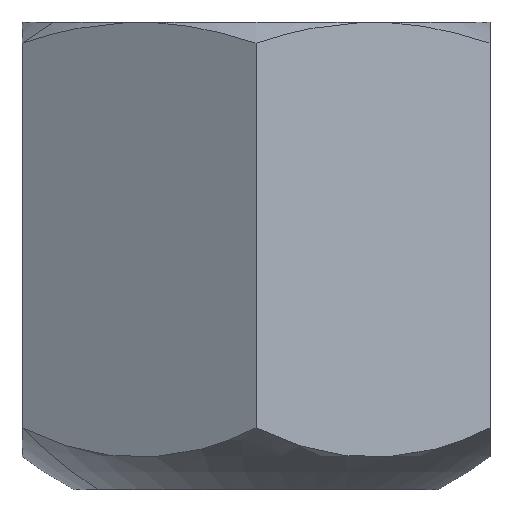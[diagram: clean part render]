
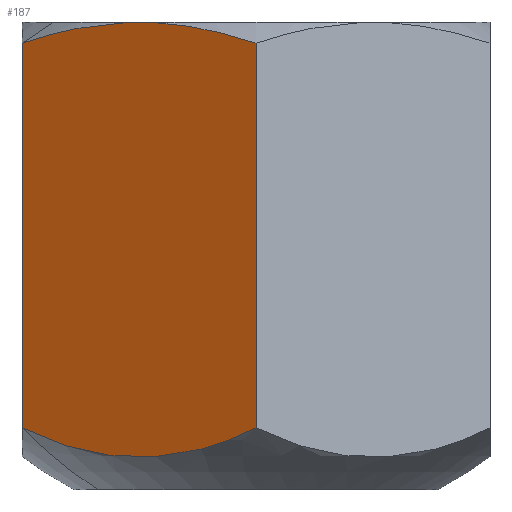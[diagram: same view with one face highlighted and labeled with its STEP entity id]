
A CAD part, front view. The second image highlights one B-rep face of the part: STEP entity #187.
In plain terms, the highlighted planar face has unit normal (-0.5, -0.866, 0).
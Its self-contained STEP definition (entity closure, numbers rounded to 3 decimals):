
#115=VERTEX_POINT('',#290);
#129=VERTEX_POINT('',#304);
#155=EDGE_CURVE('',#255,#129,#333,.T.);
#187=ADVANCED_FACE('',(#368),#369,.T.);
#209=EDGE_CURVE('',#255,#115,#392,.T.);
#213=EDGE_CURVE('',#241,#115,#396,.T.);
#233=EDGE_CURVE('',#129,#241,#420,.T.);
#241=VERTEX_POINT('',#429);
#255=VERTEX_POINT('',#446);
#290=CARTESIAN_POINT('',(-9.007,-5.2,17.192));
#304=CARTESIAN_POINT('',(0.,-10.4,2.389));
#333=B_SPLINE_CURVE_WITH_KNOTS('',3,(#549,#550,#551,#552,#553,#554,#555,#556,#557,#558,#559,#560,#561,#562,#563,#564,#565,#566,#567),.UNSPECIFIED.,.F.,.F.,(4,2,2,2,3,2,2,2,4),(-5.052,-3.967,-2.645,-1.322,0.0,1.322,2.645,3.967,5.052),.UNSPECIFIED.);
#368=FACE_OUTER_BOUND('',#671,.T.);
#369=PLANE('',#672);
#392=LINE('',#729,#730);
#396=(B_SPLINE_CURVE(2,(#736,#737,#738),.UNSPECIFIED.,.F.,.F.)B_SPLINE_CURVE_WITH_KNOTS((3,3),(7.618,22.124),.UNSPECIFIED.)RATIONAL_B_SPLINE_CURVE((1.329,1.535,1.329))BOUNDED_CURVE()REPRESENTATION_ITEM('')GEOMETRIC_REPRESENTATION_ITEM()CURVE());
#420=LINE('',#800,#801);
#429=CARTESIAN_POINT('',(0.,-10.4,17.192));
#446=CARTESIAN_POINT('',(-9.007,-5.2,2.389));
#549=CARTESIAN_POINT('',(-9.007,-5.2,2.389));
#550=CARTESIAN_POINT('',(-8.717,-5.367,2.238));
#551=CARTESIAN_POINT('',(-8.412,-5.543,2.096));
#552=CARTESIAN_POINT('',(-7.712,-5.947,1.813));
#553=CARTESIAN_POINT('',(-7.313,-6.178,1.679));
#554=CARTESIAN_POINT('',(-6.503,-6.645,1.465));
#555=CARTESIAN_POINT('',(-6.093,-6.882,1.385));
#556=CARTESIAN_POINT('',(-5.284,-7.349,1.281));
#557=CARTESIAN_POINT('',(-4.885,-7.58,1.257));
#558=CARTESIAN_POINT('',(-4.503,-7.8,1.257));
#559=CARTESIAN_POINT('',(-4.122,-8.02,1.257));
#560=CARTESIAN_POINT('',(-3.723,-8.251,1.281));
#561=CARTESIAN_POINT('',(-2.914,-8.718,1.385));
#562=CARTESIAN_POINT('',(-2.503,-8.955,1.465));
#563=CARTESIAN_POINT('',(-1.694,-9.422,1.679));
#564=CARTESIAN_POINT('',(-1.294,-9.653,1.813));
#565=CARTESIAN_POINT('',(-0.595,-10.057,2.096));
#566=CARTESIAN_POINT('',(-0.29,-10.233,2.238));
#567=CARTESIAN_POINT('',(0.,-10.4,2.389));
#671=EDGE_LOOP('',(#936,#937,#938,#939));
#672=AXIS2_PLACEMENT_3D('',#940,#941,#942);
#729=CARTESIAN_POINT('',(-9.007,-5.2,0.0));
#730=VECTOR('',#959,1.0);
#736=CARTESIAN_POINT('',(0.,-10.4,17.192));
#737=CARTESIAN_POINT('',(-4.503,-7.8,18.693));
#738=CARTESIAN_POINT('',(-9.007,-5.2,17.192));
#800=CARTESIAN_POINT('',(0.,-10.4,0.0));
#801=VECTOR('',#993,1.0);
#936=ORIENTED_EDGE('',*,*,#155,.T.);
#937=ORIENTED_EDGE('',*,*,#233,.T.);
#938=ORIENTED_EDGE('',*,*,#213,.T.);
#939=ORIENTED_EDGE('',*,*,#209,.F.);
#940=CARTESIAN_POINT('',(0.,-10.4,0.0));
#941=DIRECTION('',(-0.5,-0.866,-0.0));
#942=DIRECTION('',(0.0,0.0,-1.0));
#959=DIRECTION('',(0.0,0.0,1.0));
#993=DIRECTION('',(0.0,0.0,1.0));
